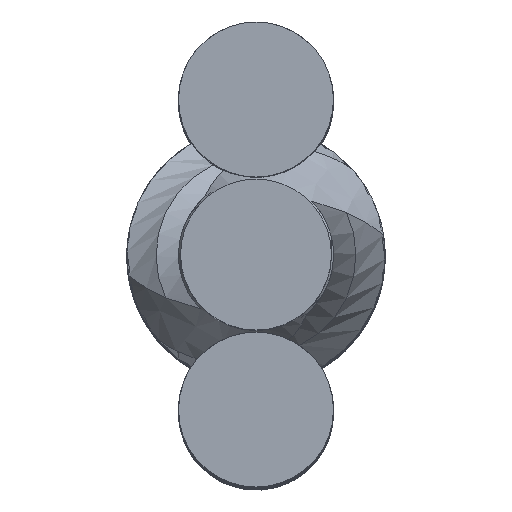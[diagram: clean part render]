
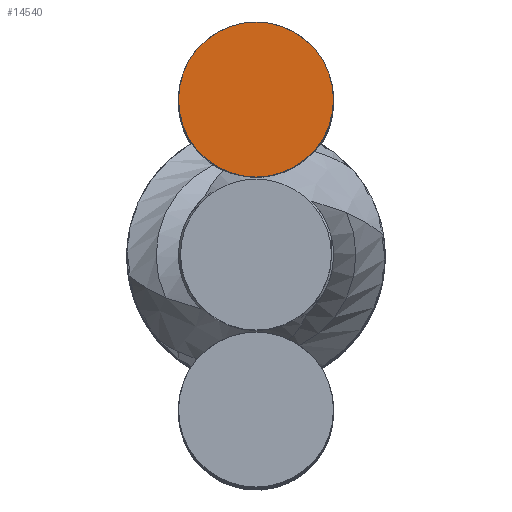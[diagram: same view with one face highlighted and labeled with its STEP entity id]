
A CAD part, top view. The second image highlights one B-rep face of the part: STEP entity #14540.
In plain terms, the highlighted planar face has unit normal (0, 0, 1).
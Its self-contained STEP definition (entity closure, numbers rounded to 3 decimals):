
#7520 = CYLINDRICAL_SURFACE('',#7521,39.);
#7521 = AXIS2_PLACEMENT_3D('',#7522,#7523,#7524);
#7522 = CARTESIAN_POINT('',(0.,0.,866.667));
#7523 = DIRECTION('',(-0.,-0.,-1.));
#7524 = DIRECTION('',(1.,0.,0.));
#8855 = VERTEX_POINT('',#8856);
#8856 = CARTESIAN_POINT('',(39.,0.,931.667));
#8877 = EDGE_CURVE('',#8855,#8855,#8878,.T.);
#8878 = SURFACE_CURVE('',#8879,(#8884,#8891),.PCURVE_S1.);
#8879 = CIRCLE('',#8880,39.);
#8880 = AXIS2_PLACEMENT_3D('',#8881,#8882,#8883);
#8881 = CARTESIAN_POINT('',(0.,0.,931.667));
#8882 = DIRECTION('',(0.,0.,1.));
#8883 = DIRECTION('',(1.,0.,-0.));
#8884 = PCURVE('',#7520,#8885);
#8885 = DEFINITIONAL_REPRESENTATION('',(#8886),#8890);
#8886 = LINE('',#8887,#8888);
#8887 = CARTESIAN_POINT('',(6.283,-65.));
#8888 = VECTOR('',#8889,1.);
#8889 = DIRECTION('',(-1.,0.));
#8890 = ( GEOMETRIC_REPRESENTATION_CONTEXT(2) 
PARAMETRIC_REPRESENTATION_CONTEXT() REPRESENTATION_CONTEXT('2D SPACE',''
  ) );
#8891 = PCURVE('',#8892,#8897);
#8892 = PLANE('',#8893);
#8893 = AXIS2_PLACEMENT_3D('',#8894,#8895,#8896);
#8894 = CARTESIAN_POINT('',(0.,0.,
    931.667));
#8895 = DIRECTION('',(0.,0.,1.));
#8896 = DIRECTION('',(1.,0.,-0.));
#8897 = DEFINITIONAL_REPRESENTATION('',(#8898),#8902);
#8898 = CIRCLE('',#8899,39.);
#8899 = AXIS2_PLACEMENT_2D('',#8900,#8901);
#8900 = CARTESIAN_POINT('',(0.,0.));
#8901 = DIRECTION('',(1.,0.));
#8902 = ( GEOMETRIC_REPRESENTATION_CONTEXT(2) 
PARAMETRIC_REPRESENTATION_CONTEXT() REPRESENTATION_CONTEXT('2D SPACE',''
  ) );
#14540 = ADVANCED_FACE('',(#14541),#8892,.T.);
#14541 = FACE_BOUND('',#14542,.T.);
#14542 = EDGE_LOOP('',(#14543));
#14543 = ORIENTED_EDGE('',*,*,#8877,.T.);
